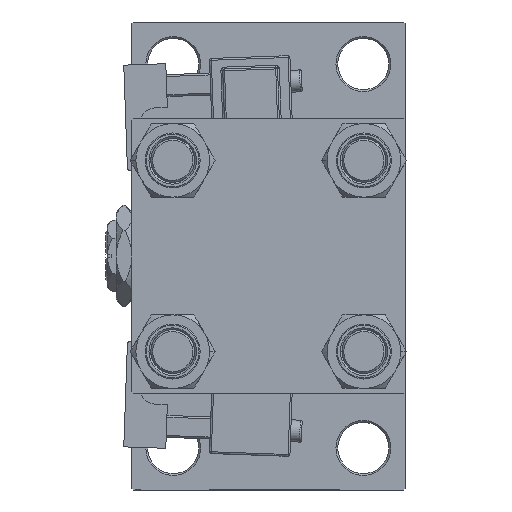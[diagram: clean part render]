
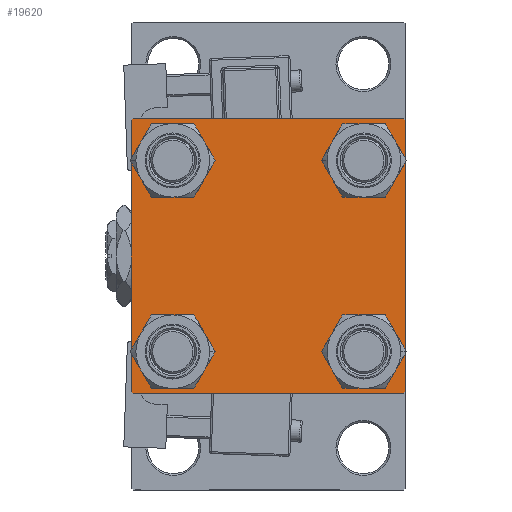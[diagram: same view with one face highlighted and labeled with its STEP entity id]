
A CAD part, left-side view. The second image highlights one B-rep face of the part: STEP entity #19620.
In plain terms, the highlighted planar face has unit normal (-1, 0, 0).
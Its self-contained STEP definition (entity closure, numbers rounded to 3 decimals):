
#223 = LINE ( 'NONE', #48372, #35747 ) ;
#566 = VERTEX_POINT ( 'NONE', #7137 ) ;
#990 = CARTESIAN_POINT ( 'NONE',  ( 0., 37.5, -37. ) ) ;
#1222 = CARTESIAN_POINT ( 'NONE',  ( 0., -37., 37.5 ) ) ;
#1525 = DIRECTION ( 'NONE',  ( 0., 0., 1. ) ) ;
#2118 = VERTEX_POINT ( 'NONE', #42408 ) ;
#2495 = ORIENTED_EDGE ( 'NONE', *, *, #42472, .T. ) ;
#3163 = ORIENTED_EDGE ( 'NONE', *, *, #39316, .F. ) ;
#3275 = VECTOR ( 'NONE', #27608, 1000. ) ;
#3628 = VERTEX_POINT ( 'NONE', #46769 ) ;
#3744 = ORIENTED_EDGE ( 'NONE', *, *, #37929, .T. ) ;
#3896 = DIRECTION ( 'NONE',  ( 0., 0., 1. ) ) ;
#4410 = CIRCLE ( 'NONE', #26859, 6.5 ) ;
#5508 = FACE_OUTER_BOUND ( 'NONE', #10939, .T. ) ;
#5511 = EDGE_CURVE ( 'NONE', #25462, #18726, #7401, .T. ) ;
#5821 = DIRECTION ( 'NONE',  ( 0., 0., -1. ) ) ;
#6579 = EDGE_CURVE ( 'NONE', #50063, #2118, #14874, .T. ) ;
#7137 = CARTESIAN_POINT ( 'NONE',  ( 0., -26.15, -19.65 ) ) ;
#7153 = DIRECTION ( 'NONE',  ( 0., 0., 1. ) ) ;
#7162 = VECTOR ( 'NONE', #17749, 1000. ) ;
#7284 = LINE ( 'NONE', #45368, #19097 ) ;
#7295 = CARTESIAN_POINT ( 'NONE',  ( 0., 26.15, -19.65 ) ) ;
#7401 = CIRCLE ( 'NONE', #26513, 6.5 ) ;
#7403 = VERTEX_POINT ( 'NONE', #49308 ) ;
#7983 = DIRECTION ( 'NONE',  ( 1., 0., 0. ) ) ;
#8803 = CARTESIAN_POINT ( 'NONE',  ( 0., 26.15, 19.65 ) ) ;
#9117 = EDGE_CURVE ( 'NONE', #10685, #7403, #34920, .T. ) ;
#9615 = AXIS2_PLACEMENT_3D ( 'NONE', #30873, #22798, #19146 ) ;
#9682 = ORIENTED_EDGE ( 'NONE', *, *, #13403, .T. ) ;
#9716 = DIRECTION ( 'NONE',  ( 1., 0., 0. ) ) ;
#9766 = AXIS2_PLACEMENT_3D ( 'NONE', #50297, #31055, #35197 ) ;
#10685 = VERTEX_POINT ( 'NONE', #7295 ) ;
#10809 = ORIENTED_EDGE ( 'NONE', *, *, #15127, .T. ) ;
#10939 = EDGE_LOOP ( 'NONE', ( #28058, #28740, #40914, #18352, #35946, #9682, #3163, #36454 ) ) ;
#11113 = EDGE_LOOP ( 'NONE', ( #16213, #44729 ) ) ;
#11374 = CARTESIAN_POINT ( 'NONE',  ( 0., 26.15, 26.15 ) ) ;
#11867 = EDGE_CURVE ( 'NONE', #14469, #50063, #24487, .T. ) ;
#12560 = FACE_BOUND ( 'NONE', #21137, .T. ) ;
#12570 = VECTOR ( 'NONE', #22572, 1000. ) ;
#13314 = VECTOR ( 'NONE', #19537, 1000. ) ;
#13334 = DIRECTION ( 'NONE',  ( -1., 0., 0. ) ) ;
#13403 = EDGE_CURVE ( 'NONE', #50851, #23923, #33766, .T. ) ;
#13405 = DIRECTION ( 'NONE',  ( 1., 0., 0. ) ) ;
#14360 = CARTESIAN_POINT ( 'NONE',  ( 0., 37.5, 37.5 ) ) ;
#14469 = VERTEX_POINT ( 'NONE', #50951 ) ;
#14874 = LINE ( 'NONE', #18764, #3275 ) ;
#15127 = EDGE_CURVE ( 'NONE', #566, #18820, #48361, .T. ) ;
#15730 = DIRECTION ( 'NONE',  ( 1., 0., 0. ) ) ;
#16213 = ORIENTED_EDGE ( 'NONE', *, *, #49224, .T. ) ;
#16965 = FACE_BOUND ( 'NONE', #11113, .T. ) ;
#17382 = EDGE_CURVE ( 'NONE', #18726, #25462, #35674, .T. ) ;
#17596 = CARTESIAN_POINT ( 'NONE',  ( 0., -26.15, 26.15 ) ) ;
#17618 = AXIS2_PLACEMENT_3D ( 'NONE', #39548, #43451, #3896 ) ;
#17749 = DIRECTION ( 'NONE',  ( 0., -1., 0. ) ) ;
#18151 = VERTEX_POINT ( 'NONE', #28548 ) ;
#18352 = ORIENTED_EDGE ( 'NONE', *, *, #34829, .T. ) ;
#18726 = VERTEX_POINT ( 'NONE', #22398 ) ;
#18764 = CARTESIAN_POINT ( 'NONE',  ( 0., 37.25, -37.25 ) ) ;
#18820 = VERTEX_POINT ( 'NONE', #42937 ) ;
#19097 = VECTOR ( 'NONE', #5821, 1000. ) ;
#19146 = DIRECTION ( 'NONE',  ( 0., 0., 1. ) ) ;
#19537 = DIRECTION ( 'NONE',  ( 0., 0., -1. ) ) ;
#19620 = ADVANCED_FACE ( 'NONE', ( #12560, #28433, #44285, #16965, #5508 ), #47932, .T. ) ;
#19854 = DIRECTION ( 'NONE',  ( 0., -0.707, 0.707 ) ) ;
#20203 = DIRECTION ( 'NONE',  ( 0., 0., 1. ) ) ;
#21137 = EDGE_LOOP ( 'NONE', ( #22202, #22492 ) ) ;
#21541 = EDGE_CURVE ( 'NONE', #22663, #14469, #26500, .T. ) ;
#21656 = LINE ( 'NONE', #14360, #7162 ) ;
#22070 = DIRECTION ( 'NONE',  ( 0., 0.707, -0.707 ) ) ;
#22202 = ORIENTED_EDGE ( 'NONE', *, *, #5511, .T. ) ;
#22246 = EDGE_CURVE ( 'NONE', #50851, #3628, #7284, .T. ) ;
#22398 = CARTESIAN_POINT ( 'NONE',  ( 0., -26.15, 19.65 ) ) ;
#22436 = EDGE_CURVE ( 'NONE', #2118, #18151, #223, .T. ) ;
#22492 = ORIENTED_EDGE ( 'NONE', *, *, #17382, .T. ) ;
#22572 = DIRECTION ( 'NONE',  ( 0., 0.707, 0.707 ) ) ;
#22663 = VERTEX_POINT ( 'NONE', #39219 ) ;
#22798 = DIRECTION ( 'NONE',  ( 1., 0., 0. ) ) ;
#22940 = CIRCLE ( 'NONE', #9766, 6.5 ) ;
#23507 = CARTESIAN_POINT ( 'NONE',  ( 0., -37.25, -37.25 ) ) ;
#23923 = VERTEX_POINT ( 'NONE', #1222 ) ;
#23964 = AXIS2_PLACEMENT_3D ( 'NONE', #48698, #13334, #28947 ) ;
#24487 = LINE ( 'NONE', #40090, #13314 ) ;
#25462 = VERTEX_POINT ( 'NONE', #47451 ) ;
#25606 = CARTESIAN_POINT ( 'NONE',  ( 0., -37.5, 37. ) ) ;
#25690 = ORIENTED_EDGE ( 'NONE', *, *, #9117, .T. ) ;
#25801 = AXIS2_PLACEMENT_3D ( 'NONE', #45104, #9716, #45618 ) ;
#26500 = LINE ( 'NONE', #45743, #43154 ) ;
#26513 = AXIS2_PLACEMENT_3D ( 'NONE', #49546, #13405, #49801 ) ;
#26859 = AXIS2_PLACEMENT_3D ( 'NONE', #36938, #37193, #1525 ) ;
#27608 = DIRECTION ( 'NONE',  ( 0., -0.707, -0.707 ) ) ;
#28058 = ORIENTED_EDGE ( 'NONE', *, *, #11867, .T. ) ;
#28176 = AXIS2_PLACEMENT_3D ( 'NONE', #17596, #15730, #7153 ) ;
#28433 = FACE_BOUND ( 'NONE', #30217, .T. ) ;
#28548 = CARTESIAN_POINT ( 'NONE',  ( 0., -37., -37.5 ) ) ;
#28740 = ORIENTED_EDGE ( 'NONE', *, *, #6579, .T. ) ;
#28947 = DIRECTION ( 'NONE',  ( 0., 0., 1. ) ) ;
#29612 = AXIS2_PLACEMENT_3D ( 'NONE', #11374, #7983, #20203 ) ;
#30217 = EDGE_LOOP ( 'NONE', ( #10809, #2495 ) ) ;
#30873 = CARTESIAN_POINT ( 'NONE',  ( 0., 26.15, -26.15 ) ) ;
#31055 = DIRECTION ( 'NONE',  ( 1., 0., 0. ) ) ;
#31925 = VECTOR ( 'NONE', #19854, 1000. ) ;
#33640 = EDGE_CURVE ( 'NONE', #36306, #47080, #4410, .T. ) ;
#33738 = CARTESIAN_POINT ( 'NONE',  ( 0., 26.15, 32.65 ) ) ;
#33766 = LINE ( 'NONE', #42080, #12570 ) ;
#34750 = EDGE_LOOP ( 'NONE', ( #25690, #3744 ) ) ;
#34829 = EDGE_CURVE ( 'NONE', #18151, #3628, #43266, .T. ) ;
#34920 = CIRCLE ( 'NONE', #25801, 6.5 ) ;
#35197 = DIRECTION ( 'NONE',  ( 0., 0., 1. ) ) ;
#35674 = CIRCLE ( 'NONE', #28176, 6.5 ) ;
#35747 = VECTOR ( 'NONE', #47337, 1000. ) ;
#35946 = ORIENTED_EDGE ( 'NONE', *, *, #22246, .F. ) ;
#36306 = VERTEX_POINT ( 'NONE', #8803 ) ;
#36454 = ORIENTED_EDGE ( 'NONE', *, *, #21541, .T. ) ;
#36938 = CARTESIAN_POINT ( 'NONE',  ( 0., 26.15, 26.15 ) ) ;
#37193 = DIRECTION ( 'NONE',  ( 1., 0., 0. ) ) ;
#37929 = EDGE_CURVE ( 'NONE', #7403, #10685, #51152, .T. ) ;
#39219 = CARTESIAN_POINT ( 'NONE',  ( 0., 37., 37.5 ) ) ;
#39316 = EDGE_CURVE ( 'NONE', #22663, #23923, #21656, .T. ) ;
#39548 = CARTESIAN_POINT ( 'NONE',  ( 0., -26.15, -26.15 ) ) ;
#40090 = CARTESIAN_POINT ( 'NONE',  ( 0., 37.5, 37.5 ) ) ;
#40914 = ORIENTED_EDGE ( 'NONE', *, *, #22436, .T. ) ;
#42080 = CARTESIAN_POINT ( 'NONE',  ( 0., -37.25, 37.25 ) ) ;
#42408 = CARTESIAN_POINT ( 'NONE',  ( 0., 37., -37.5 ) ) ;
#42472 = EDGE_CURVE ( 'NONE', #18820, #566, #22940, .T. ) ;
#42937 = CARTESIAN_POINT ( 'NONE',  ( 0., -26.15, -32.65 ) ) ;
#43154 = VECTOR ( 'NONE', #22070, 1000. ) ;
#43266 = LINE ( 'NONE', #23507, #31925 ) ;
#43451 = DIRECTION ( 'NONE',  ( 1., 0., 0. ) ) ;
#44285 = FACE_BOUND ( 'NONE', #34750, .T. ) ;
#44729 = ORIENTED_EDGE ( 'NONE', *, *, #33640, .T. ) ;
#45104 = CARTESIAN_POINT ( 'NONE',  ( 0., 26.15, -26.15 ) ) ;
#45368 = CARTESIAN_POINT ( 'NONE',  ( 0., -37.5, 37.5 ) ) ;
#45618 = DIRECTION ( 'NONE',  ( 0., 0., 1. ) ) ;
#45743 = CARTESIAN_POINT ( 'NONE',  ( 0., 37.25, 37.25 ) ) ;
#46769 = CARTESIAN_POINT ( 'NONE',  ( 0., -37.5, -37. ) ) ;
#47080 = VERTEX_POINT ( 'NONE', #33738 ) ;
#47337 = DIRECTION ( 'NONE',  ( 0., -1., 0. ) ) ;
#47451 = CARTESIAN_POINT ( 'NONE',  ( 0., -26.15, 32.65 ) ) ;
#47932 = PLANE ( 'NONE',  #23964 ) ;
#48361 = CIRCLE ( 'NONE', #17618, 6.5 ) ;
#48372 = CARTESIAN_POINT ( 'NONE',  ( 0., 37.5, -37.5 ) ) ;
#48698 = CARTESIAN_POINT ( 'NONE',  ( 0., 0., 0. ) ) ;
#49224 = EDGE_CURVE ( 'NONE', #47080, #36306, #50351, .T. ) ;
#49308 = CARTESIAN_POINT ( 'NONE',  ( 0., 26.15, -32.65 ) ) ;
#49546 = CARTESIAN_POINT ( 'NONE',  ( 0., -26.15, 26.15 ) ) ;
#49801 = DIRECTION ( 'NONE',  ( 0., 0., 1. ) ) ;
#50063 = VERTEX_POINT ( 'NONE', #990 ) ;
#50297 = CARTESIAN_POINT ( 'NONE',  ( 0., -26.15, -26.15 ) ) ;
#50351 = CIRCLE ( 'NONE', #29612, 6.5 ) ;
#50851 = VERTEX_POINT ( 'NONE', #25606 ) ;
#50951 = CARTESIAN_POINT ( 'NONE',  ( 0., 37.5, 37. ) ) ;
#51152 = CIRCLE ( 'NONE', #9615, 6.5 ) ;
